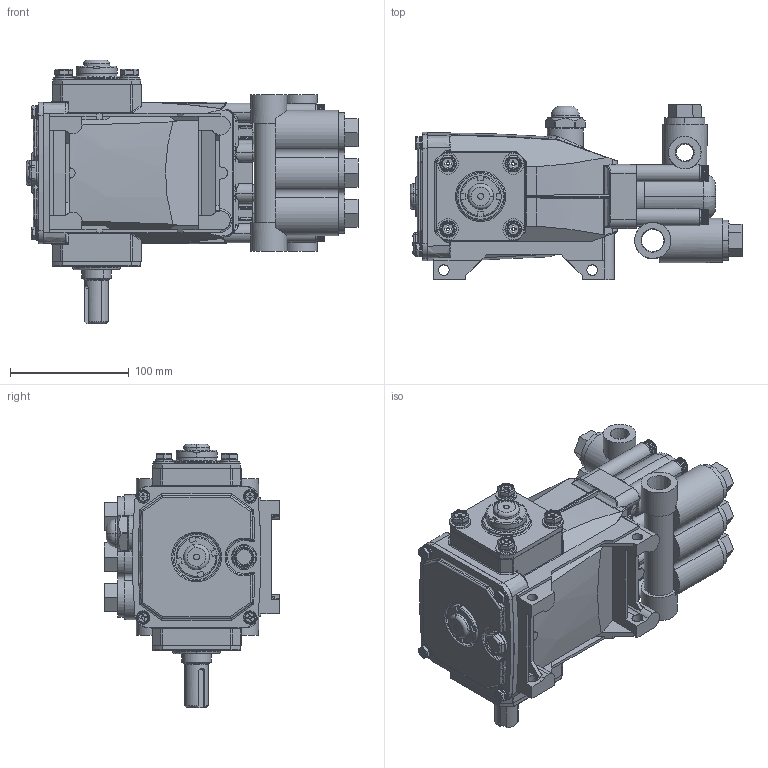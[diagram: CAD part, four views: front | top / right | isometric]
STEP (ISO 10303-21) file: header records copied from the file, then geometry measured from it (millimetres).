
FILE_DESCRIPTION (( 'STEP AP214' ), '1' );
FILE_NAME ('5CP5140CSS.STEP', '2013-01-31T15:13:41', ( 'it' ), ( '' ), 'SwSTEP 2.0', 'SolidWorks 2012', '' );
FILE_SCHEMA (( 'AUTOMOTIVE_DESIGN' ));
Length unit declared in the file: inch
Products named in the file (1): 5CP5140CSS
Bounding box: 279.69 x 147.71 x 222 mm (x, y, z)
Surface area: 229770.9 mm2 (no closed solid volume)
Topology: 0 solids, 20 shells, 1717 faces, 8641 edges, 6284 vertices
Faces by surface type: plane 798, cylinder 624, torus 139, bspline 91, cone 58, sphere 7
Entity records: 118256 total; most frequent: CARTESIAN_POINT 33047, ORIENTED_EDGE 13117, DIRECTION 11813, EDGE_CURVE 8627, VERTEX_POINT 6284, AXIS2_PLACEMENT_3D 4090, LINE 3633, VECTOR 3633
